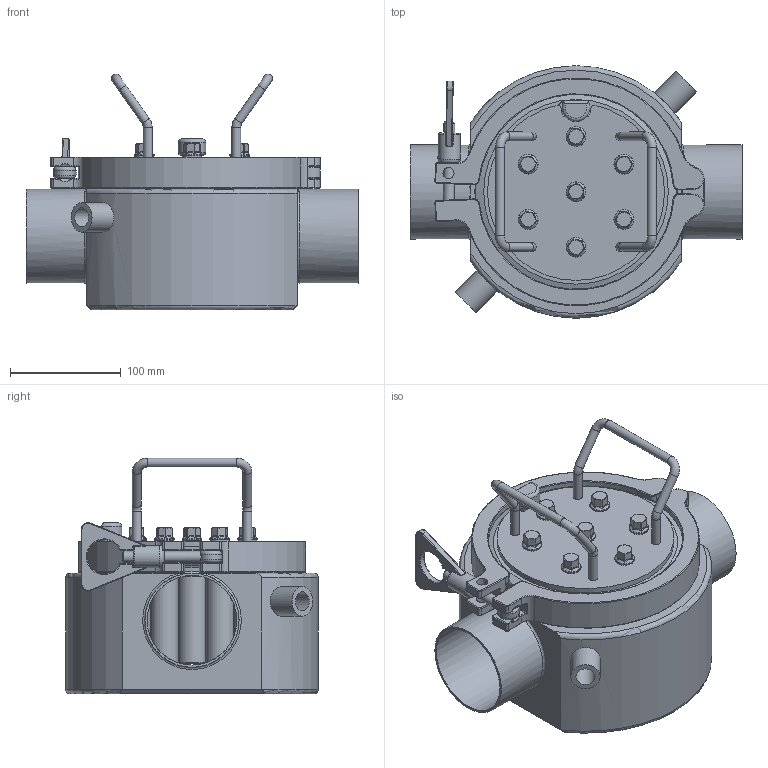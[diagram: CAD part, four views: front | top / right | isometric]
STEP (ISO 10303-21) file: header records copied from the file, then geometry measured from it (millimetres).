
FILE_DESCRIPTION(/* description */ (''),/* implementation_level */ '2;1');
FILE_NAME(/* name */ 'E0142883.stp',/* time_stamp */ '2022-01-20T14:35:16+01:00',/* author */ ('avd'),/* organization */ (''),/* preprocessor_version */ 'ST-DEVELOPER v18.1',/* originating_system */ 'Autodesk Inventor 2021',/* authorisation */ '');
FILE_SCHEMA (('CONFIG_CONTROL_DESIGN'));
Length unit declared in the file: millimetre
Products named in the file (1): Part40
Bounding box: 300 x 228 x 212.94 mm (x, y, z)
Volume: 2386156.7 mm3; surface area: 677235.4 mm2
Topology: 4 solids, 13 shells, 997 faces, 2274 edges, 1327 vertices
Faces by surface type: cylinder 334, plane 251, torus 157, bspline 153, cone 98, sphere 4
Full cylindrical faces by diameter (mm): 0.01 x8, 4.134 x1, 5 x1, 6.647 x7, 8 x17, 8.1 x4, 8.2 x7, 9 x7, 10 x8, 10.25 x1, 13.7 x2, 14 x1, 16.9 x7, 17.294 x2, 18 x7, 20 x3, 24 x7, 24.8 x7, 25 x7, 26.5 x2, 35 x1, 35.2 x1, 81 x2, 85 x2, 156.07 x1, 156.8 x1, 161.2 x1, 170 x1, 183 x2
Entity records: 34100 total; most frequent: CARTESIAN_POINT 11607, DIRECTION 4508, ORIENTED_EDGE 4420, EDGE_CURVE 2210, AXIS2_PLACEMENT_3D 1951, VERTEX_POINT 1327, EDGE_LOOP 1115, CIRCLE 1086
